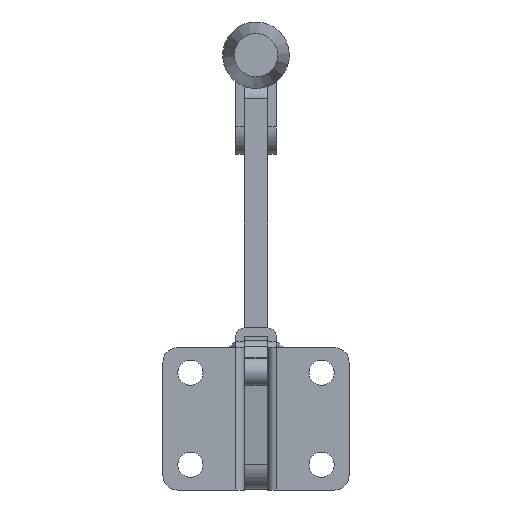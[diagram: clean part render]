
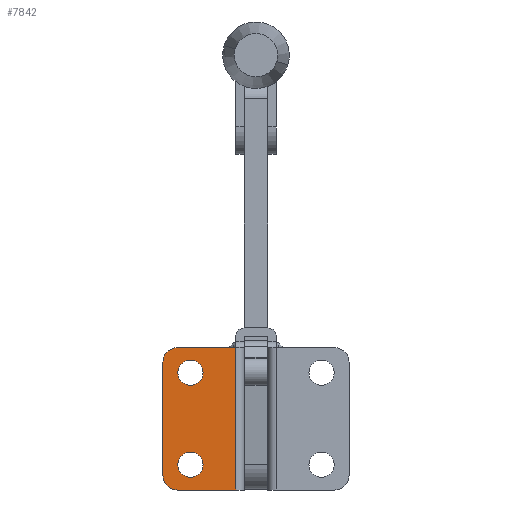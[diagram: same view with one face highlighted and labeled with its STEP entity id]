
A CAD part, front view. The second image highlights one B-rep face of the part: STEP entity #7842.
In plain terms, the highlighted planar face has unit normal (0, -1, 0).
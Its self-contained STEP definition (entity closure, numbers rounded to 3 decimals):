
#84 = VECTOR ( 'NONE', #20184, 1000. ) ;
#231 = CARTESIAN_POINT ( 'NONE',  ( -32.15, 0., 56. ) ) ;
#703 = CARTESIAN_POINT ( 'NONE',  ( -32.15, 0., 5. ) ) ;
#945 = EDGE_CURVE ( 'NONE', #17553, #10807, #23184, .T. ) ;
#2851 = CARTESIAN_POINT ( 'NONE',  ( -32.15, 0., 49.2 ) ) ;
#3623 = ORIENTED_EDGE ( 'NONE', *, *, #7698, .F. ) ;
#3976 = CARTESIAN_POINT ( 'NONE',  ( -7., 0., 0. ) ) ;
#4022 = CIRCLE ( 'NONE', #5298, 4.35 ) ;
#4372 = FACE_OUTER_BOUND ( 'NONE', #20600, .T. ) ;
#4615 = AXIS2_PLACEMENT_3D ( 'NONE', #25317, #12917, #32873 ) ;
#5298 = AXIS2_PLACEMENT_3D ( 'NONE', #6917, #26916, #9782 ) ;
#5469 = ORIENTED_EDGE ( 'NONE', *, *, #945, .T. ) ;
#5535 = CARTESIAN_POINT ( 'NONE',  ( -27.15, 0., 5. ) ) ;
#5766 = VERTEX_POINT ( 'NONE', #15073 ) ;
#6917 = CARTESIAN_POINT ( 'NONE',  ( -22.65, 0., 8.7 ) ) ;
#7007 = CIRCLE ( 'NONE', #30548, 5. ) ;
#7698 = EDGE_CURVE ( 'NONE', #12535, #20826, #23154, .T. ) ;
#7842 = ADVANCED_FACE ( 'NONE', ( #26297, #27181, #4372 ), #36603, .F. ) ;
#8418 = DIRECTION ( 'NONE',  ( -1., 0., 0. ) ) ;
#8793 = EDGE_CURVE ( 'NONE', #16510, #16111, #13480, .T. ) ;
#9152 = ORIENTED_EDGE ( 'NONE', *, *, #33598, .T. ) ;
#9782 = DIRECTION ( 'NONE',  ( 0., 0., -1. ) ) ;
#10039 = DIRECTION ( 'NONE',  ( 0., -1., 0. ) ) ;
#10807 = VERTEX_POINT ( 'NONE', #35632 ) ;
#12535 = VERTEX_POINT ( 'NONE', #17114 ) ;
#12853 = ORIENTED_EDGE ( 'NONE', *, *, #22406, .F. ) ;
#12917 = DIRECTION ( 'NONE',  ( 0., -1., 0. ) ) ;
#13480 = CIRCLE ( 'NONE', #4615, 4.35 ) ;
#13515 = VERTEX_POINT ( 'NONE', #703 ) ;
#13872 = EDGE_CURVE ( 'NONE', #13515, #5766, #7007, .T. ) ;
#13913 = CARTESIAN_POINT ( 'NONE',  ( -4., 0., 56. ) ) ;
#14281 = EDGE_CURVE ( 'NONE', #5766, #20661, #27543, .T. ) ;
#14371 = LINE ( 'NONE', #231, #84 ) ;
#14427 = AXIS2_PLACEMENT_3D ( 'NONE', #32012, #31766, #32135 ) ;
#14430 = AXIS2_PLACEMENT_3D ( 'NONE', #27163, #10039, #30041 ) ;
#14776 = LINE ( 'NONE', #29085, #34847 ) ;
#15073 = CARTESIAN_POINT ( 'NONE',  ( -27.15, 0., 0. ) ) ;
#15152 = ORIENTED_EDGE ( 'NONE', *, *, #14281, .T. ) ;
#16111 = VERTEX_POINT ( 'NONE', #18574 ) ;
#16273 = VERTEX_POINT ( 'NONE', #36379 ) ;
#16510 = VERTEX_POINT ( 'NONE', #17292 ) ;
#16581 = DIRECTION ( 'NONE',  ( 0., -1., 0. ) ) ;
#16777 = DIRECTION ( 'NONE',  ( -1., 0., 0. ) ) ;
#17114 = CARTESIAN_POINT ( 'NONE',  ( -22.65, 0., 4.35 ) ) ;
#17175 = DIRECTION ( 'NONE',  ( 1., 0., 0. ) ) ;
#17292 = CARTESIAN_POINT ( 'NONE',  ( -22.65, 0., 44.85 ) ) ;
#17553 = VERTEX_POINT ( 'NONE', #23508 ) ;
#18574 = CARTESIAN_POINT ( 'NONE',  ( -22.65, 0., 36.15 ) ) ;
#19668 = ORIENTED_EDGE ( 'NONE', *, *, #8793, .F. ) ;
#20184 = DIRECTION ( 'NONE',  ( 0., 0., -1. ) ) ;
#20600 = EDGE_LOOP ( 'NONE', ( #12853, #5469, #9152, #28607, #15152, #35116 ) ) ;
#20661 = VERTEX_POINT ( 'NONE', #3976 ) ;
#20826 = VERTEX_POINT ( 'NONE', #27951 ) ;
#21432 = LINE ( 'NONE', #2851, #22350 ) ;
#22350 = VECTOR ( 'NONE', #17175, 1000. ) ;
#22406 = EDGE_CURVE ( 'NONE', #17553, #16273, #21432, .T. ) ;
#22722 = CIRCLE ( 'NONE', #36545, 4.35 ) ;
#23154 = CIRCLE ( 'NONE', #14430, 4.35 ) ;
#23184 = CIRCLE ( 'NONE', #14427, 5. ) ;
#23508 = CARTESIAN_POINT ( 'NONE',  ( -27.15, 0., 49.2 ) ) ;
#23696 = EDGE_CURVE ( 'NONE', #20661, #16273, #14776, .T. ) ;
#24189 = EDGE_CURVE ( 'NONE', #20826, #12535, #4022, .T. ) ;
#25317 = CARTESIAN_POINT ( 'NONE',  ( -22.65, 0., 40.5 ) ) ;
#25520 = DIRECTION ( 'NONE',  ( 0., -1., 0. ) ) ;
#25573 = EDGE_LOOP ( 'NONE', ( #3623, #28822 ) ) ;
#25697 = EDGE_CURVE ( 'NONE', #16111, #16510, #22722, .T. ) ;
#26297 = FACE_BOUND ( 'NONE', #25573, .T. ) ;
#26916 = DIRECTION ( 'NONE',  ( 0., -1., 0. ) ) ;
#27163 = CARTESIAN_POINT ( 'NONE',  ( -22.65, 0., 8.7 ) ) ;
#27181 = FACE_BOUND ( 'NONE', #28100, .T. ) ;
#27543 = LINE ( 'NONE', #34679, #28442 ) ;
#27783 = ORIENTED_EDGE ( 'NONE', *, *, #25697, .F. ) ;
#27951 = CARTESIAN_POINT ( 'NONE',  ( -22.65, 0., 13.05 ) ) ;
#28100 = EDGE_LOOP ( 'NONE', ( #27783, #19668 ) ) ;
#28442 = VECTOR ( 'NONE', #28977, 1000. ) ;
#28607 = ORIENTED_EDGE ( 'NONE', *, *, #13872, .T. ) ;
#28822 = ORIENTED_EDGE ( 'NONE', *, *, #24189, .F. ) ;
#28977 = DIRECTION ( 'NONE',  ( 1., 0., 0. ) ) ;
#29085 = CARTESIAN_POINT ( 'NONE',  ( -7., 0., 56. ) ) ;
#30041 = DIRECTION ( 'NONE',  ( 0., 0., -1. ) ) ;
#30548 = AXIS2_PLACEMENT_3D ( 'NONE', #5535, #25520, #8418 ) ;
#31766 = DIRECTION ( 'NONE',  ( 0., -1., 0. ) ) ;
#31916 = DIRECTION ( 'NONE',  ( 0., 0., 1. ) ) ;
#32012 = CARTESIAN_POINT ( 'NONE',  ( -27.15, 0., 44.2 ) ) ;
#32135 = DIRECTION ( 'NONE',  ( -1., 0., 0. ) ) ;
#32873 = DIRECTION ( 'NONE',  ( 0., 0., -1. ) ) ;
#33598 = EDGE_CURVE ( 'NONE', #10807, #13515, #14371, .T. ) ;
#33646 = CARTESIAN_POINT ( 'NONE',  ( -22.65, 0., 40.5 ) ) ;
#33853 = DIRECTION ( 'NONE',  ( 0., 1., 0. ) ) ;
#34679 = CARTESIAN_POINT ( 'NONE',  ( -4., 0., 0. ) ) ;
#34847 = VECTOR ( 'NONE', #31916, 1000. ) ;
#35116 = ORIENTED_EDGE ( 'NONE', *, *, #23696, .T. ) ;
#35437 = AXIS2_PLACEMENT_3D ( 'NONE', #13913, #33853, #16777 ) ;
#35632 = CARTESIAN_POINT ( 'NONE',  ( -32.15, 0., 44.2 ) ) ;
#36379 = CARTESIAN_POINT ( 'NONE',  ( -7., 0., 49.2 ) ) ;
#36512 = DIRECTION ( 'NONE',  ( 0., 0., -1. ) ) ;
#36545 = AXIS2_PLACEMENT_3D ( 'NONE', #33646, #16581, #36512 ) ;
#36603 = PLANE ( 'NONE',  #35437 ) ;
